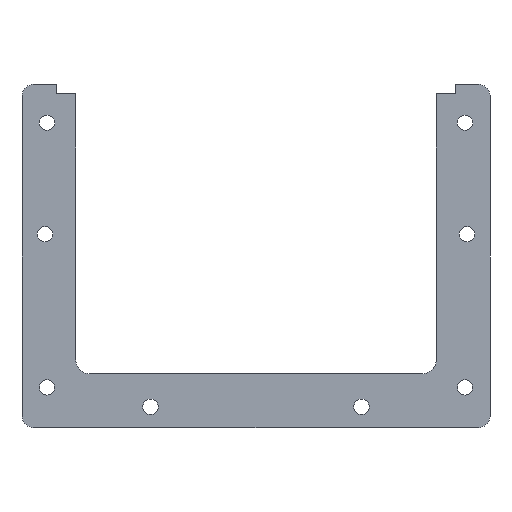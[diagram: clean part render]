
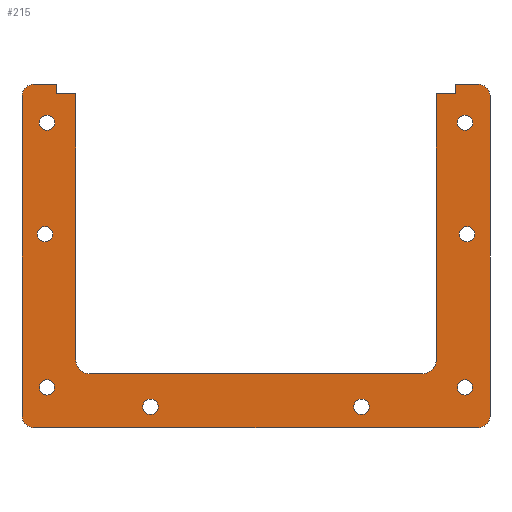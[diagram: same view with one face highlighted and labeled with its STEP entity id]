
A CAD part, front view. The second image highlights one B-rep face of the part: STEP entity #215.
In plain terms, the highlighted planar face has unit normal (0, -1, 0).
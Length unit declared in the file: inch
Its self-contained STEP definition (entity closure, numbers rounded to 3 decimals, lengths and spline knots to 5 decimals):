
#118=ELLIPSE('',#887,0.18623,0.175);
#119=ELLIPSE('',#888,0.18623,0.175);
#122=FACE_BOUND('',#307,.T.);
#123=FACE_BOUND('',#308,.T.);
#124=FACE_BOUND('',#309,.T.);
#125=FACE_BOUND('',#310,.T.);
#126=FACE_BOUND('',#311,.T.);
#127=FACE_BOUND('',#312,.T.);
#128=FACE_BOUND('',#313,.T.);
#129=FACE_BOUND('',#314,.T.);
#130=FACE_BOUND('',#315,.T.);
#172=CIRCLE('',#882,0.1);
#173=CIRCLE('',#883,0.1);
#174=CIRCLE('',#884,0.1);
#175=CIRCLE('',#885,0.1);
#176=CIRCLE('',#886,0.15);
#177=CIRCLE('',#889,0.15);
#178=CIRCLE('',#890,0.15);
#179=CIRCLE('',#891,0.15);
#180=CIRCLE('',#892,0.1);
#181=CIRCLE('',#893,0.1);
#182=CIRCLE('',#894,0.1);
#183=CIRCLE('',#895,0.1);
#215=ADVANCED_FACE('',(#122,#123,#124,#125,#126,#127,#128,#129,#130),#259,
 .F.);
#259=PLANE('',#896);
#307=EDGE_LOOP('',(#394));
#308=EDGE_LOOP('',(#395));
#309=EDGE_LOOP('',(#396));
#310=EDGE_LOOP('',(#397));
#311=EDGE_LOOP('',(#398,#399,#400,#401,#402,#403,#404,#405,#406,#407,#408,
#409,#410,#411,#412,#413,#414,#415));
#312=EDGE_LOOP('',(#416));
#313=EDGE_LOOP('',(#417));
#314=EDGE_LOOP('',(#418));
#315=EDGE_LOOP('',(#419));
#394=ORIENTED_EDGE('',*,*,#673,.T.);
#395=ORIENTED_EDGE('',*,*,#674,.T.);
#396=ORIENTED_EDGE('',*,*,#675,.T.);
#397=ORIENTED_EDGE('',*,*,#676,.T.);
#398=ORIENTED_EDGE('',*,*,#677,.T.);
#399=ORIENTED_EDGE('',*,*,#678,.T.);
#400=ORIENTED_EDGE('',*,*,#679,.T.);
#401=ORIENTED_EDGE('',*,*,#680,.F.);
#402=ORIENTED_EDGE('',*,*,#672,.T.);
#403=ORIENTED_EDGE('',*,*,#681,.F.);
#404=ORIENTED_EDGE('',*,*,#682,.T.);
#405=ORIENTED_EDGE('',*,*,#683,.T.);
#406=ORIENTED_EDGE('',*,*,#684,.T.);
#407=ORIENTED_EDGE('',*,*,#664,.F.);
#408=ORIENTED_EDGE('',*,*,#662,.T.);
#409=ORIENTED_EDGE('',*,*,#685,.T.);
#410=ORIENTED_EDGE('',*,*,#686,.F.);
#411=ORIENTED_EDGE('',*,*,#687,.T.);
#412=ORIENTED_EDGE('',*,*,#688,.T.);
#413=ORIENTED_EDGE('',*,*,#689,.T.);
#414=ORIENTED_EDGE('',*,*,#690,.T.);
#415=ORIENTED_EDGE('',*,*,#691,.T.);
#416=ORIENTED_EDGE('',*,*,#692,.T.);
#417=ORIENTED_EDGE('',*,*,#693,.T.);
#418=ORIENTED_EDGE('',*,*,#694,.T.);
#419=ORIENTED_EDGE('',*,*,#695,.T.);
#586=VERTEX_POINT('',#1208);
#587=VERTEX_POINT('',#1210);
#588=VERTEX_POINT('',#1214);
#593=VERTEX_POINT('',#1225);
#595=VERTEX_POINT('',#1229);
#596=VERTEX_POINT('',#1233);
#597=VERTEX_POINT('',#1235);
#598=VERTEX_POINT('',#1237);
#599=VERTEX_POINT('',#1239);
#600=VERTEX_POINT('',#1241);
#601=VERTEX_POINT('',#1242);
#602=VERTEX_POINT('',#1244);
#603=VERTEX_POINT('',#1246);
#604=VERTEX_POINT('',#1249);
#605=VERTEX_POINT('',#1251);
#606=VERTEX_POINT('',#1253);
#607=VERTEX_POINT('',#1256);
#608=VERTEX_POINT('',#1258);
#609=VERTEX_POINT('',#1260);
#610=VERTEX_POINT('',#1262);
#611=VERTEX_POINT('',#1264);
#612=VERTEX_POINT('',#1266);
#613=VERTEX_POINT('',#1269);
#614=VERTEX_POINT('',#1271);
#615=VERTEX_POINT('',#1273);
#616=VERTEX_POINT('',#1275);
#662=EDGE_CURVE('',#587,#586,#764,.T.);
#664=EDGE_CURVE('',#587,#588,#766,.T.);
#672=EDGE_CURVE('',#593,#595,#774,.T.);
#673=EDGE_CURVE('',#596,#596,#172,.T.);
#674=EDGE_CURVE('',#597,#597,#173,.T.);
#675=EDGE_CURVE('',#598,#598,#174,.T.);
#676=EDGE_CURVE('',#599,#599,#175,.T.);
#677=EDGE_CURVE('',#600,#601,#775,.T.);
#678=EDGE_CURVE('',#601,#602,#176,.T.);
#679=EDGE_CURVE('',#602,#603,#776,.T.);
#680=EDGE_CURVE('',#593,#603,#777,.T.);
#681=EDGE_CURVE('',#604,#595,#778,.T.);
#682=EDGE_CURVE('',#604,#605,#118,.T.);
#683=EDGE_CURVE('',#605,#606,#779,.T.);
#684=EDGE_CURVE('',#606,#588,#119,.T.);
#685=EDGE_CURVE('',#586,#607,#780,.T.);
#686=EDGE_CURVE('',#608,#607,#781,.T.);
#687=EDGE_CURVE('',#608,#609,#177,.T.);
#688=EDGE_CURVE('',#609,#610,#782,.T.);
#689=EDGE_CURVE('',#610,#611,#178,.T.);
#690=EDGE_CURVE('',#611,#612,#783,.T.);
#691=EDGE_CURVE('',#612,#600,#179,.T.);
#692=EDGE_CURVE('',#613,#613,#180,.T.);
#693=EDGE_CURVE('',#614,#614,#181,.T.);
#694=EDGE_CURVE('',#615,#615,#182,.T.);
#695=EDGE_CURVE('',#616,#616,#183,.T.);
#764=LINE('',#1209,#822);
#766=LINE('',#1213,#824);
#774=LINE('',#1230,#832);
#775=LINE('',#1240,#833);
#776=LINE('',#1245,#834);
#777=LINE('',#1247,#835);
#778=LINE('',#1248,#836);
#779=LINE('',#1252,#837);
#780=LINE('',#1255,#838);
#781=LINE('',#1257,#839);
#782=LINE('',#1261,#840);
#783=LINE('',#1265,#841);
#822=VECTOR('',#971,1.);
#824=VECTOR('',#975,1.);
#832=VECTOR('',#985,1.);
#833=VECTOR('',#996,1.);
#834=VECTOR('',#999,1.);
#835=VECTOR('',#1000,1.);
#836=VECTOR('',#1001,1.);
#837=VECTOR('',#1004,1.);
#838=VECTOR('',#1007,1.);
#839=VECTOR('',#1008,1.);
#840=VECTOR('',#1011,1.);
#841=VECTOR('',#1014,1.);
#882=AXIS2_PLACEMENT_3D('',#1232,#988,#989);
#883=AXIS2_PLACEMENT_3D('',#1234,#990,#991);
#884=AXIS2_PLACEMENT_3D('',#1236,#992,#993);
#885=AXIS2_PLACEMENT_3D('',#1238,#994,#995);
#886=AXIS2_PLACEMENT_3D('',#1243,#997,#998);
#887=AXIS2_PLACEMENT_3D('',#1250,#1002,#1003);
#888=AXIS2_PLACEMENT_3D('',#1254,#1005,#1006);
#889=AXIS2_PLACEMENT_3D('',#1259,#1009,#1010);
#890=AXIS2_PLACEMENT_3D('',#1263,#1012,#1013);
#891=AXIS2_PLACEMENT_3D('',#1267,#1015,#1016);
#892=AXIS2_PLACEMENT_3D('',#1268,#1017,#1018);
#893=AXIS2_PLACEMENT_3D('',#1270,#1019,#1020);
#894=AXIS2_PLACEMENT_3D('',#1272,#1021,#1022);
#895=AXIS2_PLACEMENT_3D('',#1274,#1023,#1024);
#896=AXIS2_PLACEMENT_3D('',#1276,#1025,#1026);
#971=DIRECTION('',(-1.,0.,0.));
#975=DIRECTION('',(0.,0.,-1.));
#985=DIRECTION('',(-1.,0.,0.));
#988=DIRECTION('',(0.,1.,0.));
#989=DIRECTION('',(0.,0.,1.));
#990=DIRECTION('',(0.,1.,0.));
#991=DIRECTION('',(0.,0.,1.));
#992=DIRECTION('',(0.,1.,0.));
#993=DIRECTION('',(0.,0.,1.));
#994=DIRECTION('',(0.,1.,0.));
#995=DIRECTION('',(0.,0.,1.));
#996=DIRECTION('',(0.,0.,1.));
#997=DIRECTION('',(0.,-1.,0.));
#998=DIRECTION('',(0.,0.,1.));
#999=DIRECTION('',(-1.,0.,0.));
#1000=DIRECTION('',(0.,0.,1.));
#1001=DIRECTION('',(0.,0.,1.));
#1002=DIRECTION('',(0.,1.,0.));
#1003=DIRECTION('',(0.,0.,1.));
#1004=DIRECTION('',(-1.,0.,0.));
#1005=DIRECTION('',(0.,1.,0.));
#1006=DIRECTION('',(0.,0.,1.));
#1007=DIRECTION('',(0.,0.,1.));
#1008=DIRECTION('',(1.,0.,0.));
#1009=DIRECTION('',(0.,-1.,0.));
#1010=DIRECTION('',(0.,0.,1.));
#1011=DIRECTION('',(0.,0.,-1.));
#1012=DIRECTION('',(0.,-1.,0.));
#1013=DIRECTION('',(0.,0.,1.));
#1014=DIRECTION('',(1.,0.,0.));
#1015=DIRECTION('',(0.,-1.,0.));
#1016=DIRECTION('',(0.,0.,1.));
#1017=DIRECTION('',(0.,1.,0.));
#1018=DIRECTION('',(0.,0.,1.));
#1019=DIRECTION('',(0.,1.,0.));
#1020=DIRECTION('',(0.,0.,1.));
#1021=DIRECTION('',(0.,1.,0.));
#1022=DIRECTION('',(0.,0.,1.));
#1023=DIRECTION('',(0.,1.,0.));
#1024=DIRECTION('',(0.,0.,1.));
#1025=DIRECTION('',(0.,1.,0.));
#1026=DIRECTION('',(0.,0.,1.));
#1208=CARTESIAN_POINT('',(7.9,-0.2,6.35));
#1209=CARTESIAN_POINT('',(13.25,-0.2,6.35));
#1210=CARTESIAN_POINT('',(8.15,-0.2,6.35));
#1213=CARTESIAN_POINT('',(8.15,-0.2,6.));
#1214=CARTESIAN_POINT('',(8.15,-0.2,2.89117));
#1225=CARTESIAN_POINT('',(13.1,-0.2,6.35));
#1229=CARTESIAN_POINT('',(12.85,-0.2,6.35));
#1230=CARTESIAN_POINT('',(13.25,-0.2,6.35));
#1232=CARTESIAN_POINT('',(13.25,-0.2,4.52192));
#1233=CARTESIAN_POINT('',(13.25,-0.2,4.62192));
#1234=CARTESIAN_POINT('',(11.875,-0.2,2.27192));
#1235=CARTESIAN_POINT('',(11.875,-0.2,2.37192));
#1236=CARTESIAN_POINT('',(9.125,-0.2,2.27192));
#1237=CARTESIAN_POINT('',(9.125,-0.2,2.37192));
#1238=CARTESIAN_POINT('',(7.75,-0.2,4.52192));
#1239=CARTESIAN_POINT('',(7.75,-0.2,4.62192));
#1240=CARTESIAN_POINT('',(13.55,-0.2,2.25));
#1241=CARTESIAN_POINT('',(13.55,-0.2,2.15));
#1242=CARTESIAN_POINT('',(13.55,-0.2,6.325));
#1243=CARTESIAN_POINT('',(13.4,-0.2,6.325));
#1244=CARTESIAN_POINT('',(13.4,-0.2,6.475));
#1245=CARTESIAN_POINT('',(13.55,-0.2,6.475));
#1246=CARTESIAN_POINT('',(13.1,-0.2,6.475));
#1247=CARTESIAN_POINT('',(13.1,-0.2,6.35));
#1248=CARTESIAN_POINT('',(12.85,-0.2,2.25));
#1249=CARTESIAN_POINT('',(12.85,-0.2,2.89117));
#1250=CARTESIAN_POINT('',(12.675,-0.2,2.89117));
#1251=CARTESIAN_POINT('',(12.675,-0.2,2.70494));
#1252=CARTESIAN_POINT('',(12.8,-0.2,2.70494));
#1253=CARTESIAN_POINT('',(8.325,-0.2,2.70494));
#1254=CARTESIAN_POINT('',(8.325,-0.2,2.89117));
#1255=CARTESIAN_POINT('',(7.9,-0.2,6.35));
#1256=CARTESIAN_POINT('',(7.9,-0.2,6.475));
#1257=CARTESIAN_POINT('',(7.45,-0.2,6.475));
#1258=CARTESIAN_POINT('',(7.6,-0.2,6.475));
#1259=CARTESIAN_POINT('',(7.6,-0.2,6.325));
#1260=CARTESIAN_POINT('',(7.45,-0.2,6.325));
#1261=CARTESIAN_POINT('',(7.45,-0.2,6.));
#1262=CARTESIAN_POINT('',(7.45,-0.2,2.15));
#1263=CARTESIAN_POINT('',(7.6,-0.2,2.15));
#1264=CARTESIAN_POINT('',(7.6,-0.2,2.));
#1265=CARTESIAN_POINT('',(7.5,-0.2,2.));
#1266=CARTESIAN_POINT('',(13.4,-0.2,2.));
#1267=CARTESIAN_POINT('',(13.4,-0.2,2.15));
#1268=CARTESIAN_POINT('',(7.775,-0.2,5.975));
#1269=CARTESIAN_POINT('',(7.775,-0.2,6.075));
#1270=CARTESIAN_POINT('',(7.775,-0.2,2.525));
#1271=CARTESIAN_POINT('',(7.775,-0.2,2.625));
#1272=CARTESIAN_POINT('',(13.225,-0.2,2.525));
#1273=CARTESIAN_POINT('',(13.225,-0.2,2.625));
#1274=CARTESIAN_POINT('',(13.225,-0.2,5.975));
#1275=CARTESIAN_POINT('',(13.225,-0.2,6.075));
#1276=CARTESIAN_POINT('',(7.75,-0.2,6.));
